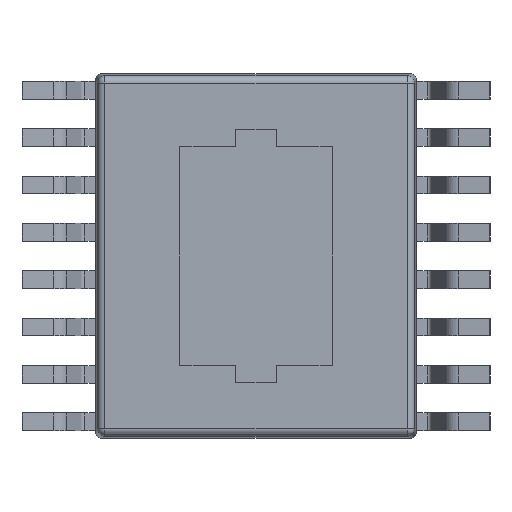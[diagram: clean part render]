
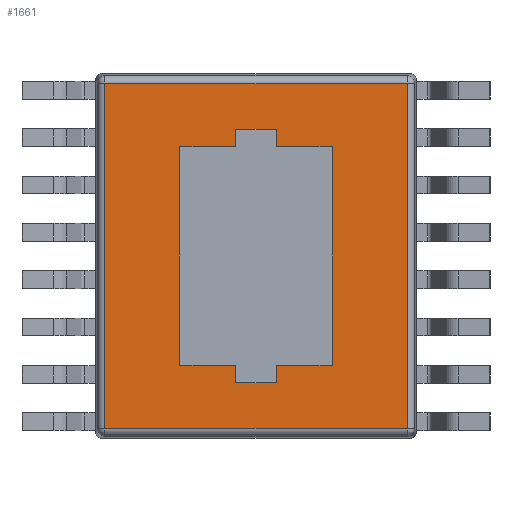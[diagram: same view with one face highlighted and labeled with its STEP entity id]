
A CAD part, front view. The second image highlights one B-rep face of the part: STEP entity #1661.
In plain terms, the highlighted planar face has unit normal (0, -1, 0).
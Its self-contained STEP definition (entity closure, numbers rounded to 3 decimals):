
#93=FACE_BOUND('',#326,.T.);
#230=FACE_OUTER_BOUND('',#325,.T.);
#325=EDGE_LOOP('',(#1258,#1259,#1260,#1261));
#326=EDGE_LOOP('',(#1262,#1263,#1264,#1265,#1266,#1267,#1268,#1269,#1270,
#1271,#1272,#1273));
#388=LINE('',#2474,#557);
#392=LINE('',#2482,#561);
#395=LINE('',#2488,#564);
#398=LINE('',#2494,#567);
#401=LINE('',#2500,#570);
#404=LINE('',#2506,#573);
#407=LINE('',#2512,#576);
#410=LINE('',#2518,#579);
#413=LINE('',#2524,#582);
#416=LINE('',#2530,#585);
#419=LINE('',#2536,#588);
#422=LINE('',#2541,#591);
#432=LINE('',#2604,#601);
#436=LINE('',#2624,#605);
#438=LINE('',#2627,#607);
#440=LINE('',#2630,#609);
#557=VECTOR('',#1946,10.);
#561=VECTOR('',#1952,10.);
#564=VECTOR('',#1957,10.);
#567=VECTOR('',#1962,10.);
#570=VECTOR('',#1967,10.);
#573=VECTOR('',#1972,10.);
#576=VECTOR('',#1977,10.);
#579=VECTOR('',#1982,10.);
#582=VECTOR('',#1987,10.);
#585=VECTOR('',#1992,10.);
#588=VECTOR('',#1997,10.);
#591=VECTOR('',#2002,10.);
#601=VECTOR('',#2072,10.);
#605=VECTOR('',#2094,10.);
#607=VECTOR('',#2098,10.);
#609=VECTOR('',#2102,10.);
#726=VERTEX_POINT('',#2472);
#727=VERTEX_POINT('',#2473);
#730=VERTEX_POINT('',#2481);
#732=VERTEX_POINT('',#2487);
#734=VERTEX_POINT('',#2493);
#736=VERTEX_POINT('',#2499);
#738=VERTEX_POINT('',#2505);
#740=VERTEX_POINT('',#2511);
#742=VERTEX_POINT('',#2517);
#744=VERTEX_POINT('',#2523);
#746=VERTEX_POINT('',#2529);
#748=VERTEX_POINT('',#2535);
#753=VERTEX_POINT('',#2553);
#760=VERTEX_POINT('',#2570);
#767=VERTEX_POINT('',#2587);
#774=VERTEX_POINT('',#2607);
#872=EDGE_CURVE('',#726,#727,#388,.T.);
#876=EDGE_CURVE('',#730,#726,#392,.T.);
#879=EDGE_CURVE('',#732,#730,#395,.T.);
#882=EDGE_CURVE('',#734,#732,#398,.T.);
#885=EDGE_CURVE('',#736,#734,#401,.T.);
#888=EDGE_CURVE('',#738,#736,#404,.T.);
#891=EDGE_CURVE('',#740,#738,#407,.T.);
#894=EDGE_CURVE('',#742,#740,#410,.T.);
#897=EDGE_CURVE('',#744,#742,#413,.T.);
#900=EDGE_CURVE('',#746,#744,#416,.T.);
#903=EDGE_CURVE('',#748,#746,#419,.T.);
#906=EDGE_CURVE('',#727,#748,#422,.T.);
#936=EDGE_CURVE('',#753,#767,#432,.T.);
#946=EDGE_CURVE('',#767,#774,#436,.T.);
#948=EDGE_CURVE('',#774,#760,#438,.T.);
#950=EDGE_CURVE('',#760,#753,#440,.T.);
#1258=ORIENTED_EDGE('',*,*,#936,.F.);
#1259=ORIENTED_EDGE('',*,*,#950,.F.);
#1260=ORIENTED_EDGE('',*,*,#948,.F.);
#1261=ORIENTED_EDGE('',*,*,#946,.F.);
#1262=ORIENTED_EDGE('',*,*,#872,.T.);
#1263=ORIENTED_EDGE('',*,*,#906,.T.);
#1264=ORIENTED_EDGE('',*,*,#903,.T.);
#1265=ORIENTED_EDGE('',*,*,#900,.T.);
#1266=ORIENTED_EDGE('',*,*,#897,.T.);
#1267=ORIENTED_EDGE('',*,*,#894,.T.);
#1268=ORIENTED_EDGE('',*,*,#891,.T.);
#1269=ORIENTED_EDGE('',*,*,#888,.T.);
#1270=ORIENTED_EDGE('',*,*,#885,.T.);
#1271=ORIENTED_EDGE('',*,*,#882,.T.);
#1272=ORIENTED_EDGE('',*,*,#879,.T.);
#1273=ORIENTED_EDGE('',*,*,#876,.T.);
#1584=PLANE('',#1830);
#1661=ADVANCED_FACE('',(#230,#93),#1584,.F.);
#1830=AXIS2_PLACEMENT_3D('',#2666,#2143,#2144);
#1946=DIRECTION('',(1.,0.,0.));
#1952=DIRECTION('',(0.,0.,1.));
#1957=DIRECTION('',(-1.,0.,0.));
#1962=DIRECTION('',(0.,0.,1.));
#1967=DIRECTION('',(-1.,0.,0.));
#1972=DIRECTION('',(0.,0.,-1.));
#1977=DIRECTION('',(-1.,0.,0.));
#1982=DIRECTION('',(0.,0.,-1.));
#1987=DIRECTION('',(1.,0.,0.));
#1992=DIRECTION('',(0.,0.,-1.));
#1997=DIRECTION('',(1.,0.,0.));
#2002=DIRECTION('',(0.,0.,1.));
#2072=DIRECTION('',(0.,0.,1.));
#2094=DIRECTION('',(1.,0.,0.));
#2098=DIRECTION('',(0.,0.,-1.));
#2102=DIRECTION('',(-1.,0.,0.));
#2143=DIRECTION('center_axis',(0.,1.,0.));
#2144=DIRECTION('ref_axis',(1.,0.,0.));
#2472=CARTESIAN_POINT('',(1.155,-0.475,-1.));
#2473=CARTESIAN_POINT('',(1.92,-0.475,-1.));
#2474=CARTESIAN_POINT('',(1.678,-0.475,-1.));
#2481=CARTESIAN_POINT('',(1.155,-0.475,-4.));
#2482=CARTESIAN_POINT('',(1.155,-0.475,-3.25));
#2487=CARTESIAN_POINT('',(1.92,-0.475,-4.));
#2488=CARTESIAN_POINT('',(2.06,-0.475,-4.));
#2493=CARTESIAN_POINT('',(1.92,-0.475,-4.24));
#2494=CARTESIAN_POINT('',(1.92,-0.475,-3.37));
#2499=CARTESIAN_POINT('',(2.48,-0.475,-4.24));
#2500=CARTESIAN_POINT('',(2.34,-0.475,-4.24));
#2505=CARTESIAN_POINT('',(2.48,-0.475,-4.));
#2506=CARTESIAN_POINT('',(2.48,-0.475,-3.25));
#2511=CARTESIAN_POINT('',(3.245,-0.475,-4.));
#2512=CARTESIAN_POINT('',(2.723,-0.475,-4.));
#2517=CARTESIAN_POINT('',(3.245,-0.475,-1.));
#2518=CARTESIAN_POINT('',(3.245,-0.475,-1.75));
#2523=CARTESIAN_POINT('',(2.48,-0.475,-1.));
#2524=CARTESIAN_POINT('',(2.34,-0.475,-1.));
#2529=CARTESIAN_POINT('',(2.48,-0.475,-0.76));
#2530=CARTESIAN_POINT('',(2.48,-0.475,-1.63));
#2535=CARTESIAN_POINT('',(1.92,-0.475,-0.76));
#2536=CARTESIAN_POINT('',(2.06,-0.475,-0.76));
#2541=CARTESIAN_POINT('',(1.92,-0.475,-1.75));
#2553=CARTESIAN_POINT('',(0.126,-0.475,-4.874));
#2570=CARTESIAN_POINT('',(4.274,-0.475,-4.874));
#2587=CARTESIAN_POINT('',(0.126,-0.475,-0.126));
#2604=CARTESIAN_POINT('',(0.126,-0.475,-3.75));
#2607=CARTESIAN_POINT('',(4.274,-0.475,-0.126));
#2624=CARTESIAN_POINT('',(1.1,-0.475,-0.126));
#2627=CARTESIAN_POINT('',(4.274,-0.475,-1.25));
#2630=CARTESIAN_POINT('',(3.3,-0.475,-4.874));
#2666=CARTESIAN_POINT('Origin',(2.2,-0.475,-2.5));
